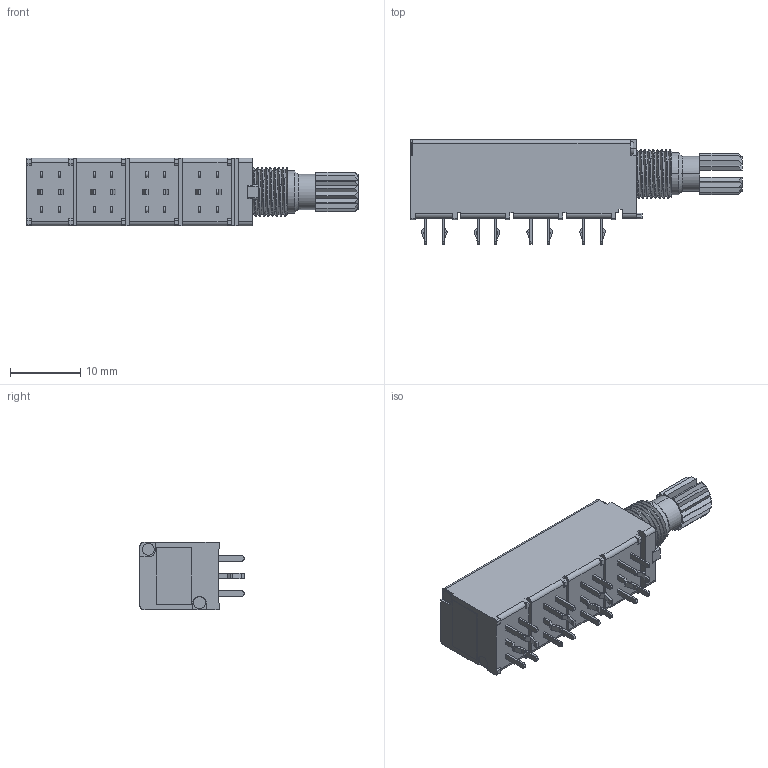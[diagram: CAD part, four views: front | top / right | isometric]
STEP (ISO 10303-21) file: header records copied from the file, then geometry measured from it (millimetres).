
FILE_DESCRIPTION((''),'2;1');
FILE_NAME('PTD908-2X15K-XXXX','2016-03-01T',('RICKB'),('Bourns, Inc.'),'PRO/ENGINEER BY PARAMETRIC TECHNOLOGY CORPORATION, 2012230','PRO/ENGINEER BY PARAMETRIC TECHNOLOGY CORPORATION, 2012230','');
FILE_SCHEMA(('CONFIG_CONTROL_DESIGN'));
Length unit declared in the file: millimetre
Products named in the file (1): PTD908-2X15K-XXXX
Bounding box: 47.2 x 14.85 x 9.6 mm (x, y, z)
Volume: 3793.9 mm3; surface area: 2260.9 mm2
Topology: 1 solids, 3 shells, 375 faces, 1035 edges, 695 vertices
Faces by surface type: plane 266, cylinder 90, torus 8, bspline 6, cone 4, extrusion 1
Entity records: 13694 total; most frequent: CARTESIAN_POINT 4028, ORIENTED_EDGE 2070, DIRECTION 1891, EDGE_CURVE 1035, VECTOR 755, LINE 754, VERTEX_POINT 695, AXIS2_PLACEMENT_3D 568
